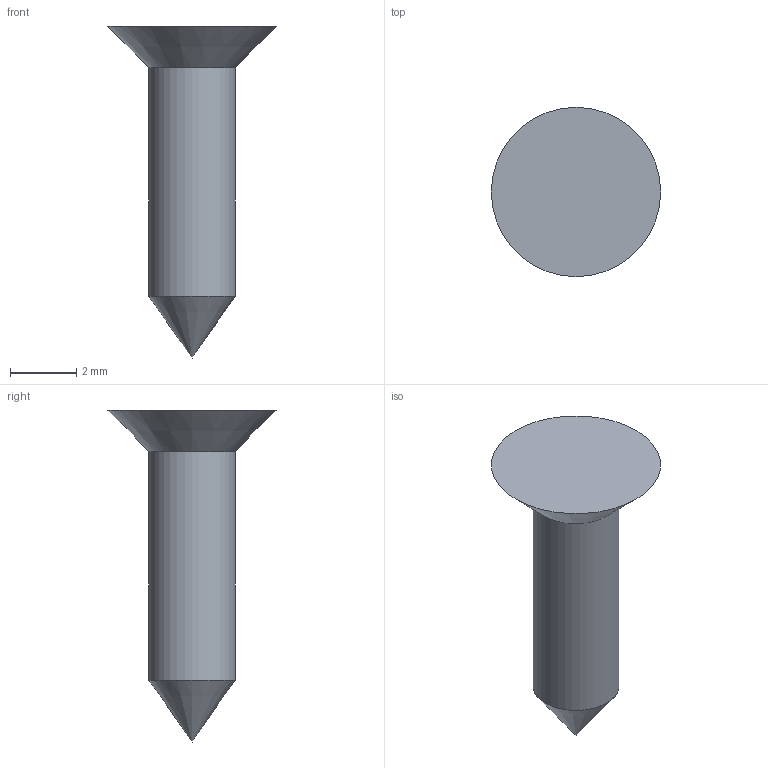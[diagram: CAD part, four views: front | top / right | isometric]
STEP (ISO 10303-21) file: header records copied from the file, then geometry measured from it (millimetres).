
FILE_DESCRIPTION(('FreeCAD Model'),'2;1');
FILE_NAME('Open CASCADE Shape Model','2021-09-25T13:42:16',('Author'),( ''),'Open CASCADE STEP processor 7.5','FreeCAD','Unknown');
FILE_SCHEMA(('AUTOMOTIVE_DESIGN { 1 0 10303 214 1 1 1 1 }'));
Length unit declared in the file: millimetre
Products named in the file (1): m3-countersunk-10mm
Bounding box: 5.1 x 5.1 x 10 mm (x, y, z)
Volume: 54.9 mm3; surface area: 107.4 mm2
Topology: 1 solids, 1 shells, 4 faces, 7 edges, 4 vertices
Faces by surface type: cone 2, plane 1, cylinder 1
Full cylindrical faces by diameter (mm): 2.6 x1
Entity records: 182 total; most frequent: CARTESIAN_POINT 38, DIRECTION 20, ORIENTED_EDGE 12, PCURVE 12, DEFINITIONAL_REPRESENTATION 12, B_SPLINE_CURVE_WITH_KNOTS 11, AXIS2_PLACEMENT_3D 8, EDGE_CURVE 6
